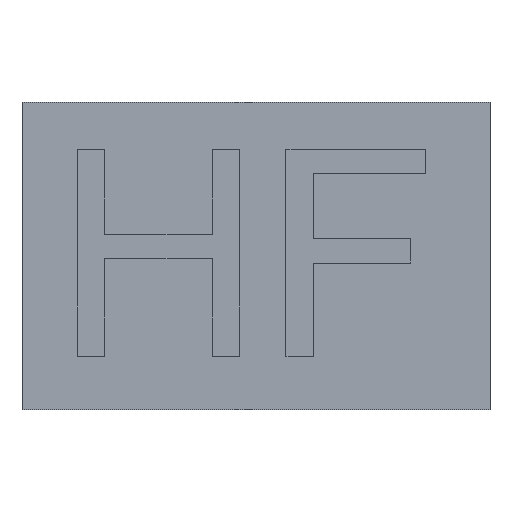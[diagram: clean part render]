
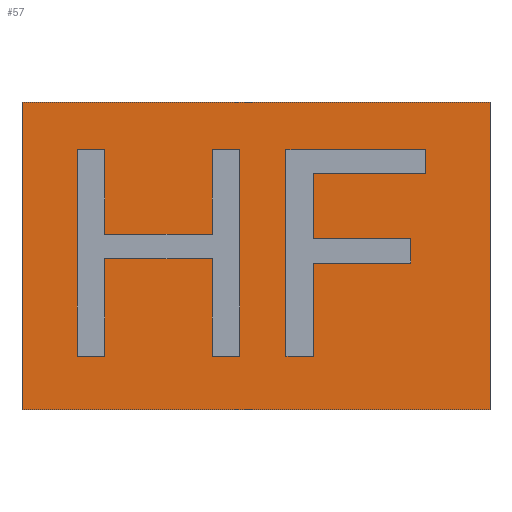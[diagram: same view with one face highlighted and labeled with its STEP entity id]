
A CAD part, top view. The second image highlights one B-rep face of the part: STEP entity #57.
In plain terms, the highlighted planar face has unit normal (0, 0, 1).
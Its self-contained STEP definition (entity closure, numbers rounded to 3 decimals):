
#49=FACE_BOUND('',#146,.T.);
#50=FACE_BOUND('',#147,.T.);
#51=FACE_BOUND('',#148,.T.);
#57=ADVANCED_FACE('',(#49,#50,#51),#87,.T.);
#87=PLANE('',#621);
#146=EDGE_LOOP('',(#193,#194,#195,#196));
#147=EDGE_LOOP('',(#197,#198,#199,#200,#201,#202,#203,#204,#205,#206));
#148=EDGE_LOOP('',(#207,#208,#209,#210,#211,#212,#213,#214,#215,#216,#217,
#218));
#193=ORIENTED_EDGE('',*,*,#392,.T.);
#194=ORIENTED_EDGE('',*,*,#390,.T.);
#195=ORIENTED_EDGE('',*,*,#388,.T.);
#196=ORIENTED_EDGE('',*,*,#386,.T.);
#197=ORIENTED_EDGE('',*,*,#393,.F.);
#198=ORIENTED_EDGE('',*,*,#394,.F.);
#199=ORIENTED_EDGE('',*,*,#395,.F.);
#200=ORIENTED_EDGE('',*,*,#396,.F.);
#201=ORIENTED_EDGE('',*,*,#397,.F.);
#202=ORIENTED_EDGE('',*,*,#398,.F.);
#203=ORIENTED_EDGE('',*,*,#399,.F.);
#204=ORIENTED_EDGE('',*,*,#400,.F.);
#205=ORIENTED_EDGE('',*,*,#401,.F.);
#206=ORIENTED_EDGE('',*,*,#402,.F.);
#207=ORIENTED_EDGE('',*,*,#403,.F.);
#208=ORIENTED_EDGE('',*,*,#404,.F.);
#209=ORIENTED_EDGE('',*,*,#405,.F.);
#210=ORIENTED_EDGE('',*,*,#406,.F.);
#211=ORIENTED_EDGE('',*,*,#407,.F.);
#212=ORIENTED_EDGE('',*,*,#408,.F.);
#213=ORIENTED_EDGE('',*,*,#409,.F.);
#214=ORIENTED_EDGE('',*,*,#410,.F.);
#215=ORIENTED_EDGE('',*,*,#411,.F.);
#216=ORIENTED_EDGE('',*,*,#412,.F.);
#217=ORIENTED_EDGE('',*,*,#413,.F.);
#218=ORIENTED_EDGE('',*,*,#414,.F.);
#333=VERTEX_POINT('',#797);
#334=VERTEX_POINT('',#799);
#335=VERTEX_POINT('',#803);
#336=VERTEX_POINT('',#807);
#337=VERTEX_POINT('',#813);
#338=VERTEX_POINT('',#814);
#339=VERTEX_POINT('',#816);
#340=VERTEX_POINT('',#818);
#341=VERTEX_POINT('',#820);
#342=VERTEX_POINT('',#822);
#343=VERTEX_POINT('',#824);
#344=VERTEX_POINT('',#826);
#345=VERTEX_POINT('',#828);
#346=VERTEX_POINT('',#830);
#347=VERTEX_POINT('',#833);
#348=VERTEX_POINT('',#834);
#349=VERTEX_POINT('',#836);
#350=VERTEX_POINT('',#838);
#351=VERTEX_POINT('',#840);
#352=VERTEX_POINT('',#842);
#353=VERTEX_POINT('',#844);
#354=VERTEX_POINT('',#846);
#355=VERTEX_POINT('',#848);
#356=VERTEX_POINT('',#850);
#357=VERTEX_POINT('',#852);
#358=VERTEX_POINT('',#854);
#386=EDGE_CURVE('',#334,#333,#464,.T.);
#388=EDGE_CURVE('',#335,#334,#466,.T.);
#390=EDGE_CURVE('',#336,#335,#468,.T.);
#392=EDGE_CURVE('',#333,#336,#470,.T.);
#393=EDGE_CURVE('',#337,#338,#471,.T.);
#394=EDGE_CURVE('',#339,#337,#472,.T.);
#395=EDGE_CURVE('',#340,#339,#473,.T.);
#396=EDGE_CURVE('',#341,#340,#474,.T.);
#397=EDGE_CURVE('',#342,#341,#475,.T.);
#398=EDGE_CURVE('',#343,#342,#476,.T.);
#399=EDGE_CURVE('',#344,#343,#477,.T.);
#400=EDGE_CURVE('',#345,#344,#478,.T.);
#401=EDGE_CURVE('',#346,#345,#479,.T.);
#402=EDGE_CURVE('',#338,#346,#480,.T.);
#403=EDGE_CURVE('',#347,#348,#481,.T.);
#404=EDGE_CURVE('',#349,#347,#482,.T.);
#405=EDGE_CURVE('',#350,#349,#483,.T.);
#406=EDGE_CURVE('',#351,#350,#484,.T.);
#407=EDGE_CURVE('',#352,#351,#485,.T.);
#408=EDGE_CURVE('',#353,#352,#486,.T.);
#409=EDGE_CURVE('',#354,#353,#487,.T.);
#410=EDGE_CURVE('',#355,#354,#488,.T.);
#411=EDGE_CURVE('',#356,#355,#489,.T.);
#412=EDGE_CURVE('',#357,#356,#490,.T.);
#413=EDGE_CURVE('',#358,#357,#491,.T.);
#414=EDGE_CURVE('',#348,#358,#492,.T.);
#464=LINE('',#798,#542);
#466=LINE('',#802,#544);
#468=LINE('',#806,#546);
#470=LINE('',#810,#548);
#471=LINE('',#812,#549);
#472=LINE('',#815,#550);
#473=LINE('',#817,#551);
#474=LINE('',#819,#552);
#475=LINE('',#821,#553);
#476=LINE('',#823,#554);
#477=LINE('',#825,#555);
#478=LINE('',#827,#556);
#479=LINE('',#829,#557);
#480=LINE('',#831,#558);
#481=LINE('',#832,#559);
#482=LINE('',#835,#560);
#483=LINE('',#837,#561);
#484=LINE('',#839,#562);
#485=LINE('',#841,#563);
#486=LINE('',#843,#564);
#487=LINE('',#845,#565);
#488=LINE('',#847,#566);
#489=LINE('',#849,#567);
#490=LINE('',#851,#568);
#491=LINE('',#853,#569);
#492=LINE('',#855,#570);
#542=VECTOR('',#655,1.);
#544=VECTOR('',#659,1.);
#546=VECTOR('',#663,1.);
#548=VECTOR('',#667,1.);
#549=VECTOR('',#670,1.);
#550=VECTOR('',#671,1.);
#551=VECTOR('',#672,1.);
#552=VECTOR('',#673,1.);
#553=VECTOR('',#674,1.);
#554=VECTOR('',#675,1.);
#555=VECTOR('',#676,1.);
#556=VECTOR('',#677,1.);
#557=VECTOR('',#678,1.);
#558=VECTOR('',#679,1.);
#559=VECTOR('',#680,1.);
#560=VECTOR('',#681,1.);
#561=VECTOR('',#682,1.);
#562=VECTOR('',#683,1.);
#563=VECTOR('',#684,1.);
#564=VECTOR('',#685,1.);
#565=VECTOR('',#686,1.);
#566=VECTOR('',#687,1.);
#567=VECTOR('',#688,1.);
#568=VECTOR('',#689,1.);
#569=VECTOR('',#690,1.);
#570=VECTOR('',#691,1.);
#621=AXIS2_PLACEMENT_3D('',#856,#692,#693);
#655=DIRECTION('',(0.,-1.,0.));
#659=DIRECTION('',(-1.,0.,0.));
#663=DIRECTION('',(0.,1.,0.));
#667=DIRECTION('',(1.,0.,0.));
#670=DIRECTION('',(1.,0.,0.));
#671=DIRECTION('',(0.,-1.,0.));
#672=DIRECTION('',(-1.,0.,0.));
#673=DIRECTION('',(0.,1.,0.));
#674=DIRECTION('',(1.,0.,0.));
#675=DIRECTION('',(0.,1.,0.));
#676=DIRECTION('',(-1.,0.,0.));
#677=DIRECTION('',(0.,1.,0.));
#678=DIRECTION('',(1.,0.,0.));
#679=DIRECTION('',(0.,1.,0.));
#680=DIRECTION('',(0.,1.,0.));
#681=DIRECTION('',(1.,0.,0.));
#682=DIRECTION('',(0.,-1.,0.));
#683=DIRECTION('',(1.,0.,0.));
#684=DIRECTION('',(0.,1.,0.));
#685=DIRECTION('',(1.,0.,0.));
#686=DIRECTION('',(0.,-1.,0.));
#687=DIRECTION('',(-1.,0.,0.));
#688=DIRECTION('',(0.,1.,0.));
#689=DIRECTION('',(-1.,0.,0.));
#690=DIRECTION('',(0.,-1.,0.));
#691=DIRECTION('',(-1.,0.,0.));
#692=DIRECTION('',(0.,0.,1.));
#693=DIRECTION('',(-1.,0.,0.));
#797=CARTESIAN_POINT('',(-0.064,-0.064,0.05));
#798=CARTESIAN_POINT('',(-0.064,3.107,0.05));
#799=CARTESIAN_POINT('',(-0.064,3.107,0.05));
#802=CARTESIAN_POINT('',(4.763,3.107,0.05));
#803=CARTESIAN_POINT('',(4.763,3.107,0.05));
#806=CARTESIAN_POINT('',(4.763,-0.064,0.05));
#807=CARTESIAN_POINT('',(4.763,-0.064,0.05));
#810=CARTESIAN_POINT('',(-0.064,-0.064,0.05));
#812=CARTESIAN_POINT('',(2.659,0.489,0.05));
#813=CARTESIAN_POINT('',(2.659,0.489,0.05));
#814=CARTESIAN_POINT('',(2.941,0.489,0.05));
#815=CARTESIAN_POINT('',(2.659,2.62,0.05));
#816=CARTESIAN_POINT('',(2.659,2.62,0.05));
#817=CARTESIAN_POINT('',(4.101,2.62,0.05));
#818=CARTESIAN_POINT('',(4.101,2.62,0.05));
#819=CARTESIAN_POINT('',(4.101,2.369,0.05));
#820=CARTESIAN_POINT('',(4.101,2.369,0.05));
#821=CARTESIAN_POINT('',(2.941,2.369,0.05));
#822=CARTESIAN_POINT('',(2.941,2.369,0.05));
#823=CARTESIAN_POINT('',(2.941,1.703,0.05));
#824=CARTESIAN_POINT('',(2.941,1.703,0.05));
#825=CARTESIAN_POINT('',(3.947,1.703,0.05));
#826=CARTESIAN_POINT('',(3.947,1.703,0.05));
#827=CARTESIAN_POINT('',(3.947,1.449,0.05));
#828=CARTESIAN_POINT('',(3.947,1.449,0.05));
#829=CARTESIAN_POINT('',(2.941,1.449,0.05));
#830=CARTESIAN_POINT('',(2.941,1.449,0.05));
#831=CARTESIAN_POINT('',(2.941,0.489,0.05));
#832=CARTESIAN_POINT('',(2.18,0.489,0.05));
#833=CARTESIAN_POINT('',(2.18,0.489,0.05));
#834=CARTESIAN_POINT('',(2.18,2.62,0.05));
#835=CARTESIAN_POINT('',(1.897,0.489,0.05));
#836=CARTESIAN_POINT('',(1.897,0.489,0.05));
#837=CARTESIAN_POINT('',(1.897,1.493,0.05));
#838=CARTESIAN_POINT('',(1.897,1.493,0.05));
#839=CARTESIAN_POINT('',(0.79,1.493,0.05));
#840=CARTESIAN_POINT('',(0.79,1.493,0.05));
#841=CARTESIAN_POINT('',(0.79,0.489,0.05));
#842=CARTESIAN_POINT('',(0.79,0.489,0.05));
#843=CARTESIAN_POINT('',(0.508,0.489,0.05));
#844=CARTESIAN_POINT('',(0.508,0.489,0.05));
#845=CARTESIAN_POINT('',(0.508,2.62,0.05));
#846=CARTESIAN_POINT('',(0.508,2.62,0.05));
#847=CARTESIAN_POINT('',(0.79,2.62,0.05));
#848=CARTESIAN_POINT('',(0.79,2.62,0.05));
#849=CARTESIAN_POINT('',(0.79,1.745,0.05));
#850=CARTESIAN_POINT('',(0.79,1.745,0.05));
#851=CARTESIAN_POINT('',(1.897,1.745,0.05));
#852=CARTESIAN_POINT('',(1.897,1.745,0.05));
#853=CARTESIAN_POINT('',(1.897,2.62,0.05));
#854=CARTESIAN_POINT('',(1.897,2.62,0.05));
#855=CARTESIAN_POINT('',(2.18,2.62,0.05));
#856=CARTESIAN_POINT('',(0.,0.,0.05));
